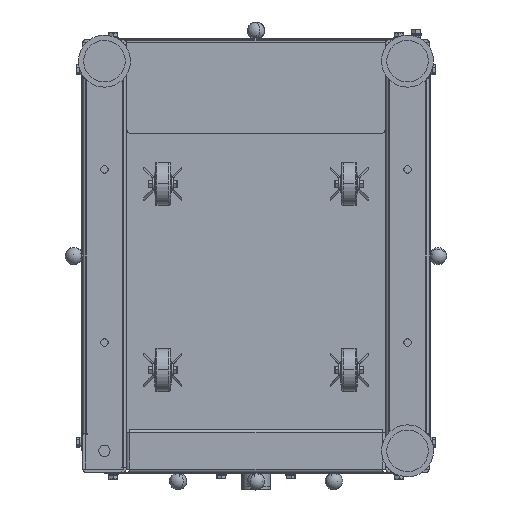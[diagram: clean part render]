
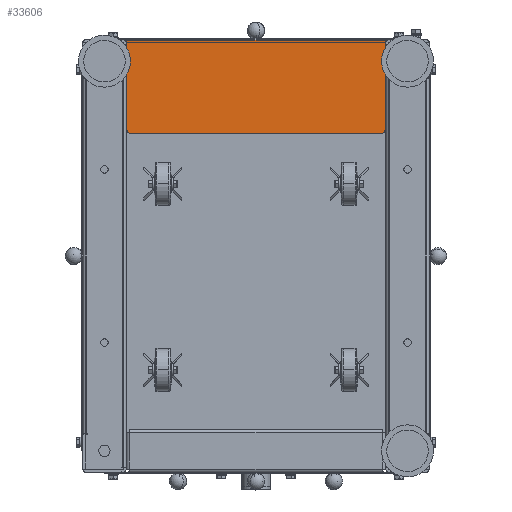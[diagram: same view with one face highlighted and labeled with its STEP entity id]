
A CAD part, front view. The second image highlights one B-rep face of the part: STEP entity #33606.
In plain terms, the highlighted planar face has unit normal (0, -1, 0).
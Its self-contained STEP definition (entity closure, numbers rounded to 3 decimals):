
#298 = ORIENTED_EDGE ( 'NONE', *, *, #42915, .F. ) ;
#2382 = DIRECTION ( 'NONE',  ( 0., 0., -1. ) ) ;
#3937 = DIRECTION ( 'NONE',  ( 0., 1., 0. ) ) ;
#4817 = AXIS2_PLACEMENT_3D ( 'NONE', #79310, #49384, #36309 ) ;
#5824 = CARTESIAN_POINT ( 'NONE',  ( 149., -851., -0.737 ) ) ;
#6166 = CARTESIAN_POINT ( 'NONE',  ( 0., -851., 0. ) ) ;
#10656 = CARTESIAN_POINT ( 'NONE',  ( -149., -851., -103.8 ) ) ;
#13352 = EDGE_LOOP ( 'NONE', ( #63312, #76809, #77106, #298, #50124, #66120 ) ) ;
#13808 = CIRCLE ( 'NONE', #4817, 5. ) ;
#15894 = LINE ( 'NONE', #76260, #41698 ) ;
#16017 = VERTEX_POINT ( 'NONE', #92603 ) ;
#16253 = CARTESIAN_POINT ( 'NONE',  ( -144., -851., -103.8 ) ) ;
#18740 = EDGE_CURVE ( 'NONE', #92669, #16017, #15894, .T. ) ;
#19654 = DIRECTION ( 'NONE',  ( 1., 0., 0. ) ) ;
#28752 = DIRECTION ( 'NONE',  ( 0., 0., -1. ) ) ;
#30853 = VERTEX_POINT ( 'NONE', #10656 ) ;
#33606 = ADVANCED_FACE ( 'NONE', ( #47896 ), #62869, .F. ) ;
#34619 = LINE ( 'NONE', #85832, #63926 ) ;
#34797 = EDGE_CURVE ( 'NONE', #75060, #72358, #34619, .T. ) ;
#35251 = LINE ( 'NONE', #49770, #49948 ) ;
#36309 = DIRECTION ( 'NONE',  ( 0., 0., 1. ) ) ;
#36959 = LINE ( 'NONE', #94921, #72013 ) ;
#41698 = VECTOR ( 'NONE', #2382, 1000. ) ;
#42915 = EDGE_CURVE ( 'NONE', #16017, #72358, #13808, .T. ) ;
#45908 = CARTESIAN_POINT ( 'NONE',  ( 144., -851., -108.8 ) ) ;
#46706 = DIRECTION ( 'NONE',  ( 0., 0., 1. ) ) ;
#46940 = AXIS2_PLACEMENT_3D ( 'NONE', #16253, #83387, #46706 ) ;
#47896 = FACE_OUTER_BOUND ( 'NONE', #13352, .T. ) ;
#49384 = DIRECTION ( 'NONE',  ( 0., 1., 0. ) ) ;
#49770 = CARTESIAN_POINT ( 'NONE',  ( 0., -851., -0.737 ) ) ;
#49948 = VECTOR ( 'NONE', #64737, 1000. ) ;
#50124 = ORIENTED_EDGE ( 'NONE', *, *, #18740, .F. ) ;
#51020 = EDGE_CURVE ( 'NONE', #54645, #92669, #35251, .T. ) ;
#51630 = EDGE_CURVE ( 'NONE', #30853, #75060, #85524, .T. ) ;
#54645 = VERTEX_POINT ( 'NONE', #91953 ) ;
#55469 = EDGE_CURVE ( 'NONE', #54645, #30853, #36959, .T. ) ;
#62869 = PLANE ( 'NONE',  #73018 ) ;
#63312 = ORIENTED_EDGE ( 'NONE', *, *, #55469, .T. ) ;
#63926 = VECTOR ( 'NONE', #19654, 1000. ) ;
#64737 = DIRECTION ( 'NONE',  ( 1., 0., 0. ) ) ;
#65582 = DIRECTION ( 'NONE',  ( 0., 0., 1. ) ) ;
#66120 = ORIENTED_EDGE ( 'NONE', *, *, #51020, .F. ) ;
#72013 = VECTOR ( 'NONE', #28752, 1000. ) ;
#72358 = VERTEX_POINT ( 'NONE', #45908 ) ;
#73018 = AXIS2_PLACEMENT_3D ( 'NONE', #6166, #3937, #65582 ) ;
#73350 = CARTESIAN_POINT ( 'NONE',  ( -144., -851., -108.8 ) ) ;
#75060 = VERTEX_POINT ( 'NONE', #73350 ) ;
#76260 = CARTESIAN_POINT ( 'NONE',  ( 149., -851., 0. ) ) ;
#76809 = ORIENTED_EDGE ( 'NONE', *, *, #51630, .T. ) ;
#77106 = ORIENTED_EDGE ( 'NONE', *, *, #34797, .T. ) ;
#79310 = CARTESIAN_POINT ( 'NONE',  ( 144., -851., -103.8 ) ) ;
#83387 = DIRECTION ( 'NONE',  ( 0., -1., 0. ) ) ;
#85524 = CIRCLE ( 'NONE', #46940, 5. ) ;
#85832 = CARTESIAN_POINT ( 'NONE',  ( 0., -851., -108.8 ) ) ;
#91953 = CARTESIAN_POINT ( 'NONE',  ( -149., -851., -0.737 ) ) ;
#92603 = CARTESIAN_POINT ( 'NONE',  ( 149., -851., -103.8 ) ) ;
#92669 = VERTEX_POINT ( 'NONE', #5824 ) ;
#94921 = CARTESIAN_POINT ( 'NONE',  ( -149., -851., 0. ) ) ;
